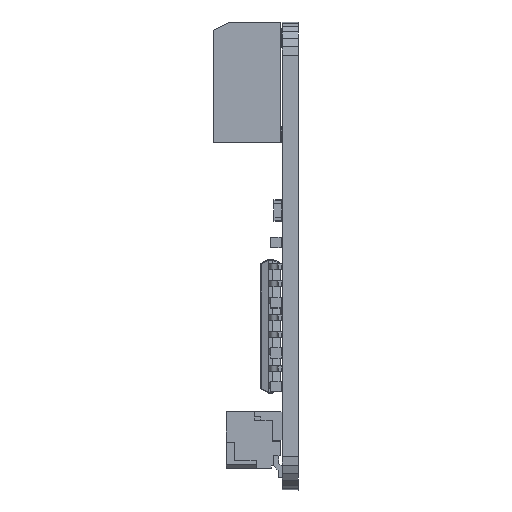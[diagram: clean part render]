
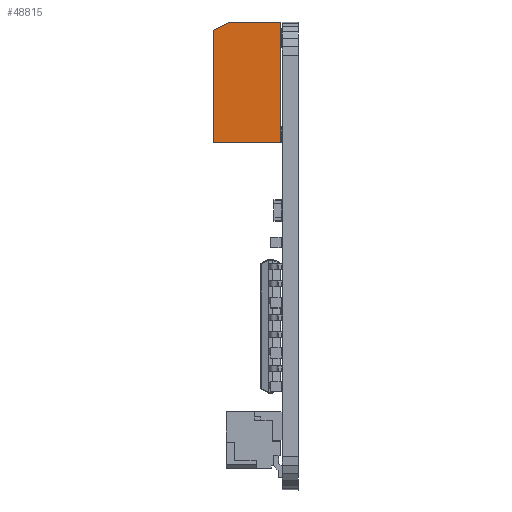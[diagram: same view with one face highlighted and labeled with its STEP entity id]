
A CAD part, left-side view. The second image highlights one B-rep face of the part: STEP entity #48815.
In plain terms, the highlighted planar face has unit normal (-1, 0, 0).
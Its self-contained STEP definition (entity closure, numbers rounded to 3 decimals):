
#45 = VERTEX_POINT ( 'NONE', #32004 ) ;
#550 = CARTESIAN_POINT ( 'NONE',  ( 0., 2.5, -9. ) ) ;
#874 = LINE ( 'NONE', #46125, #30749 ) ;
#3322 = ORIENTED_EDGE ( 'NONE', *, *, #7457, .F. ) ;
#5003 = ORIENTED_EDGE ( 'NONE', *, *, #8139, .F. ) ;
#5801 = VECTOR ( 'NONE', #13508, 1000. ) ;
#5923 = EDGE_CURVE ( 'NONE', #10784, #46398, #25934, .T. ) ;
#5975 = CARTESIAN_POINT ( 'NONE',  ( 0., 5., -0.606 ) ) ;
#6619 = DIRECTION ( 'NONE',  ( 0., 0., -1. ) ) ;
#7036 = LINE ( 'NONE', #40145, #5801 ) ;
#7457 = EDGE_CURVE ( 'NONE', #31729, #44153, #7036, .T. ) ;
#8139 = EDGE_CURVE ( 'NONE', #46398, #45, #874, .T. ) ;
#10784 = VERTEX_POINT ( 'NONE', #25680 ) ;
#13508 = DIRECTION ( 'NONE',  ( 0., 0., -1. ) ) ;
#13734 = VECTOR ( 'NONE', #32703, 1000. ) ;
#14308 = VECTOR ( 'NONE', #18292, 1000. ) ;
#14317 = CARTESIAN_POINT ( 'NONE',  ( 0., 0., -9. ) ) ;
#14332 = LINE ( 'NONE', #550, #24720 ) ;
#14477 = CARTESIAN_POINT ( 'NONE',  ( 0., 2.5, -4.5 ) ) ;
#18292 = DIRECTION ( 'NONE',  ( 0., 0., 1. ) ) ;
#18425 = CARTESIAN_POINT ( 'NONE',  ( 0., 0., 0. ) ) ;
#18477 = ORIENTED_EDGE ( 'NONE', *, *, #38512, .F. ) ;
#22384 = CARTESIAN_POINT ( 'NONE',  ( 0., 5., -4.803 ) ) ;
#22795 = DIRECTION ( 'NONE',  ( 0., -0.906, 0.423 ) ) ;
#23239 = DIRECTION ( 'NONE',  ( 0., 1., 0. ) ) ;
#24152 = LINE ( 'NONE', #36582, #13734 ) ;
#24720 = VECTOR ( 'NONE', #23239, 1000. ) ;
#25612 = FACE_OUTER_BOUND ( 'NONE', #36263, .T. ) ;
#25680 = CARTESIAN_POINT ( 'NONE',  ( 0., 5., -9. ) ) ;
#25934 = LINE ( 'NONE', #22384, #14308 ) ;
#29366 = ORIENTED_EDGE ( 'NONE', *, *, #50329, .F. ) ;
#30179 = DIRECTION ( 'NONE',  ( 1., 0., 0. ) ) ;
#30749 = VECTOR ( 'NONE', #22795, 1000. ) ;
#31729 = VERTEX_POINT ( 'NONE', #18425 ) ;
#32004 = CARTESIAN_POINT ( 'NONE',  ( 0., 3.7, 0. ) ) ;
#32703 = DIRECTION ( 'NONE',  ( 0., -1., 0. ) ) ;
#36032 = AXIS2_PLACEMENT_3D ( 'NONE', #14477, #30179, #6619 ) ;
#36263 = EDGE_LOOP ( 'NONE', ( #29366, #5003, #37214, #18477, #3322 ) ) ;
#36582 = CARTESIAN_POINT ( 'NONE',  ( 0., 2.5, 0. ) ) ;
#37214 = ORIENTED_EDGE ( 'NONE', *, *, #5923, .F. ) ;
#38512 = EDGE_CURVE ( 'NONE', #44153, #10784, #14332, .T. ) ;
#40145 = CARTESIAN_POINT ( 'NONE',  ( 0., 0., -4.5 ) ) ;
#44153 = VERTEX_POINT ( 'NONE', #14317 ) ;
#46125 = CARTESIAN_POINT ( 'NONE',  ( 0., 4.35, -0.303 ) ) ;
#46398 = VERTEX_POINT ( 'NONE', #5975 ) ;
#48815 = ADVANCED_FACE ( 'NONE', ( #25612 ), #50086, .F. ) ;
#50086 = PLANE ( 'NONE',  #36032 ) ;
#50329 = EDGE_CURVE ( 'NONE', #45, #31729, #24152, .T. ) ;
